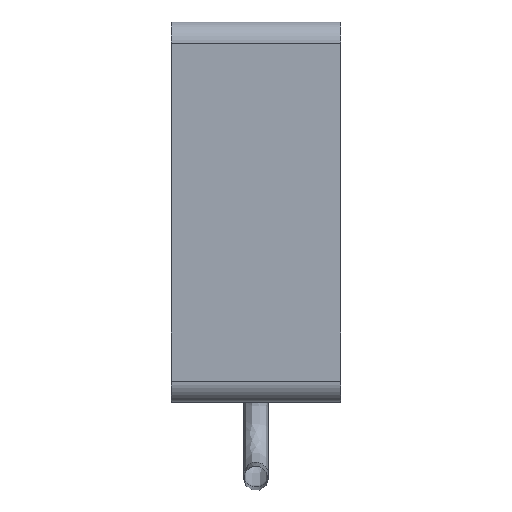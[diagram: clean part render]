
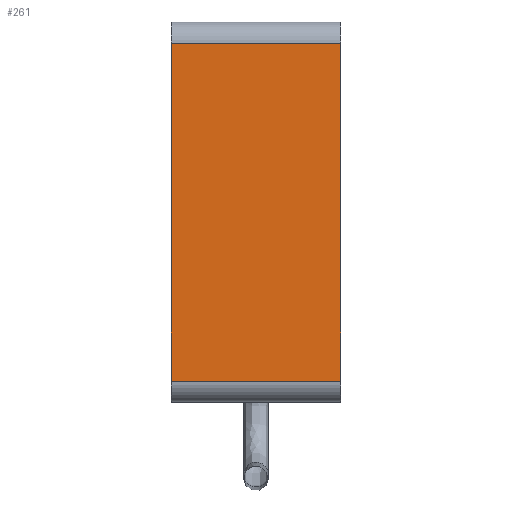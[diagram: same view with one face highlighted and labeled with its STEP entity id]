
A CAD part, left-side view. The second image highlights one B-rep face of the part: STEP entity #261.
In plain terms, the highlighted planar face has unit normal (-1, 0, 0).
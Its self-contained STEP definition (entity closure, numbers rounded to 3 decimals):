
#233 = VERTEX_POINT('',#234);
#234 = CARTESIAN_POINT('',(-12.497,4.001,20.993));
#241 = EDGE_CURVE('',#242,#233,#244,.T.);
#242 = VERTEX_POINT('',#243);
#243 = CARTESIAN_POINT('',(-12.497,-4.001,20.993));
#244 = LINE('',#245,#246);
#245 = CARTESIAN_POINT('',(-12.497,1.156,20.993));
#246 = VECTOR('',#247,1.);
#247 = DIRECTION('',(0.,1.,-0.));
#261 = ADVANCED_FACE('',(#262),#287,.F.);
#262 = FACE_BOUND('',#263,.T.);
#263 = EDGE_LOOP('',(#264,#272,#280,#286));
#264 = ORIENTED_EDGE('',*,*,#265,.T.);
#265 = EDGE_CURVE('',#233,#266,#268,.T.);
#266 = VERTEX_POINT('',#267);
#267 = CARTESIAN_POINT('',(-12.497,4.001,5.016));
#268 = LINE('',#269,#270);
#269 = CARTESIAN_POINT('',(-12.497,4.001,5.016));
#270 = VECTOR('',#271,1.);
#271 = DIRECTION('',(0.,0.,-1.));
#272 = ORIENTED_EDGE('',*,*,#273,.F.);
#273 = EDGE_CURVE('',#274,#266,#276,.T.);
#274 = VERTEX_POINT('',#275);
#275 = CARTESIAN_POINT('',(-12.497,-4.001,5.016));
#276 = LINE('',#277,#278);
#277 = CARTESIAN_POINT('',(-12.497,1.156,5.016));
#278 = VECTOR('',#279,1.);
#279 = DIRECTION('',(0.,1.,-0.));
#280 = ORIENTED_EDGE('',*,*,#281,.T.);
#281 = EDGE_CURVE('',#274,#242,#282,.T.);
#282 = LINE('',#283,#284);
#283 = CARTESIAN_POINT('',(-12.497,-4.001,5.016));
#284 = VECTOR('',#285,1.);
#285 = DIRECTION('',(0.,0.,1.));
#286 = ORIENTED_EDGE('',*,*,#241,.T.);
#287 = PLANE('',#288);
#288 = AXIS2_PLACEMENT_3D('',#289,#290,#291);
#289 = CARTESIAN_POINT('',(-12.497,1.156,5.016));
#290 = DIRECTION('',(1.,0.,0.));
#291 = DIRECTION('',(0.,0.,1.));
